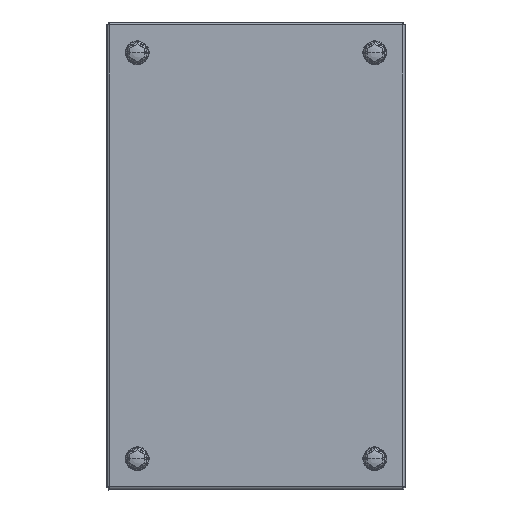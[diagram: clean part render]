
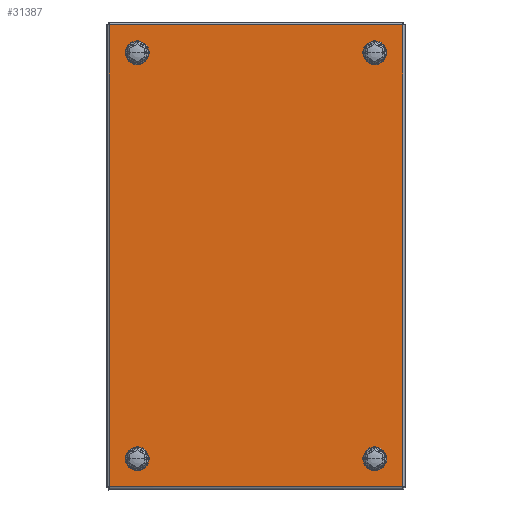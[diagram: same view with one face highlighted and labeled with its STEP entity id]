
A CAD part, top view. The second image highlights one B-rep face of the part: STEP entity #31387.
In plain terms, the highlighted planar face has unit normal (0, 0, 1).
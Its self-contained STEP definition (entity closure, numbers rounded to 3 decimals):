
#656 = ORIENTED_EDGE ( 'NONE', *, *, #44476, .F. ) ;
#3342 = VERTEX_POINT ( 'NONE', #29157 ) ;
#3792 = CARTESIAN_POINT ( 'NONE',  ( -78.4, 123.4, 100. ) ) ;
#4193 = CARTESIAN_POINT ( 'NONE',  ( 78.4, -123.429, 100. ) ) ;
#5372 = CARTESIAN_POINT ( 'NONE',  ( 63.5, 108.5, 100. ) ) ;
#5998 = CARTESIAN_POINT ( 'NONE',  ( 63.5, 108.5, 100. ) ) ;
#6047 = PLANE ( 'NONE',  #23319 ) ;
#6109 = AXIS2_PLACEMENT_3D ( 'NONE', #8053, #37627, #19188 ) ;
#6172 = VERTEX_POINT ( 'NONE', #14111 ) ;
#6292 = VECTOR ( 'NONE', #31309, 1000. ) ;
#7486 = VERTEX_POINT ( 'NONE', #24518 ) ;
#7617 = VERTEX_POINT ( 'NONE', #11166 ) ;
#7894 = VECTOR ( 'NONE', #47220, 1000. ) ;
#8053 = CARTESIAN_POINT ( 'NONE',  ( -63.5, -108.5, 100. ) ) ;
#8144 = CARTESIAN_POINT ( 'NONE',  ( -63.5, 108.5, 100. ) ) ;
#8455 = CIRCLE ( 'NONE', #42541, 2.75 ) ;
#8539 = DIRECTION ( 'NONE',  ( 0., -1., 0. ) ) ;
#9104 = DIRECTION ( 'NONE',  ( 0., -1., 0. ) ) ;
#9300 = AXIS2_PLACEMENT_3D ( 'NONE', #18170, #43859, #25427 ) ;
#9372 = ORIENTED_EDGE ( 'NONE', *, *, #41547, .T. ) ;
#9851 = VERTEX_POINT ( 'NONE', #16055 ) ;
#9940 = AXIS2_PLACEMENT_3D ( 'NONE', #34569, #34804, #9104 ) ;
#10116 = AXIS2_PLACEMENT_3D ( 'NONE', #8144, #14689, #29477 ) ;
#10474 = AXIS2_PLACEMENT_3D ( 'NONE', #25984, #12577, #31236 ) ;
#10640 = CARTESIAN_POINT ( 'NONE',  ( -78.4, 123.429, 100. ) ) ;
#11133 = EDGE_LOOP ( 'NONE', ( #33584, #12623 ) ) ;
#11166 = CARTESIAN_POINT ( 'NONE',  ( -63.5, -111.25, 100. ) ) ;
#11366 = CARTESIAN_POINT ( 'NONE',  ( -63.5, -105.75, 100. ) ) ;
#11614 = EDGE_CURVE ( 'NONE', #29418, #6172, #26896, .T. ) ;
#11787 = VERTEX_POINT ( 'NONE', #11366 ) ;
#11838 = ORIENTED_EDGE ( 'NONE', *, *, #27793, .F. ) ;
#12577 = DIRECTION ( 'NONE',  ( 0., 0., 1. ) ) ;
#12623 = ORIENTED_EDGE ( 'NONE', *, *, #21684, .F. ) ;
#13023 = DIRECTION ( 'NONE',  ( 0., 0., 1. ) ) ;
#13068 = FACE_OUTER_BOUND ( 'NONE', #46617, .T. ) ;
#13781 = FACE_BOUND ( 'NONE', #11133, .T. ) ;
#13913 = LINE ( 'NONE', #4193, #37484 ) ;
#14111 = CARTESIAN_POINT ( 'NONE',  ( 78.4, -123.4, 100. ) ) ;
#14354 = CIRCLE ( 'NONE', #10474, 2.75 ) ;
#14689 = DIRECTION ( 'NONE',  ( 0., 0., 1. ) ) ;
#15098 = CIRCLE ( 'NONE', #25918, 2.75 ) ;
#15144 = EDGE_LOOP ( 'NONE', ( #21294, #38435 ) ) ;
#15186 = VERTEX_POINT ( 'NONE', #36862 ) ;
#16055 = CARTESIAN_POINT ( 'NONE',  ( 63.5, 105.75, 100. ) ) ;
#17103 = CIRCLE ( 'NONE', #10116, 2.75 ) ;
#17376 = EDGE_CURVE ( 'NONE', #6172, #28468, #13913, .T. ) ;
#17650 = FACE_BOUND ( 'NONE', #15144, .T. ) ;
#17933 = CARTESIAN_POINT ( 'NONE',  ( -78.4, -123.4, 100. ) ) ;
#18170 = CARTESIAN_POINT ( 'NONE',  ( -63.5, -108.5, 100. ) ) ;
#18267 = EDGE_CURVE ( 'NONE', #9851, #23818, #15098, .T. ) ;
#19188 = DIRECTION ( 'NONE',  ( 0., -1., 0. ) ) ;
#19746 = EDGE_CURVE ( 'NONE', #11787, #7617, #34065, .T. ) ;
#19918 = CARTESIAN_POINT ( 'NONE',  ( 78.429, 123.4, 100. ) ) ;
#20078 = ORIENTED_EDGE ( 'NONE', *, *, #38564, .F. ) ;
#20197 = VERTEX_POINT ( 'NONE', #3792 ) ;
#20302 = VECTOR ( 'NONE', #20606, 1000. ) ;
#20559 = EDGE_LOOP ( 'NONE', ( #11838, #38730 ) ) ;
#20606 = DIRECTION ( 'NONE',  ( 1., 0., 0. ) ) ;
#21011 = DIRECTION ( 'NONE',  ( 0., -1., 0. ) ) ;
#21294 = ORIENTED_EDGE ( 'NONE', *, *, #18267, .F. ) ;
#21572 = CIRCLE ( 'NONE', #6109, 2.75 ) ;
#21684 = EDGE_CURVE ( 'NONE', #15186, #3342, #14354, .T. ) ;
#21688 = VERTEX_POINT ( 'NONE', #44410 ) ;
#22965 = ORIENTED_EDGE ( 'NONE', *, *, #30948, .T. ) ;
#23319 = AXIS2_PLACEMENT_3D ( 'NONE', #24929, #46728, #42876 ) ;
#23779 = DIRECTION ( 'NONE',  ( 0., -1., 0. ) ) ;
#23818 = VERTEX_POINT ( 'NONE', #47581 ) ;
#24028 = LINE ( 'NONE', #19918, #6292 ) ;
#24518 = CARTESIAN_POINT ( 'NONE',  ( -63.5, 105.75, 100. ) ) ;
#24929 = CARTESIAN_POINT ( 'NONE',  ( 79.5, 124.5, 100. ) ) ;
#25427 = DIRECTION ( 'NONE',  ( 0., -1., 0. ) ) ;
#25523 = DIRECTION ( 'NONE',  ( 0., 1., 0. ) ) ;
#25918 = AXIS2_PLACEMENT_3D ( 'NONE', #5998, #13023, #21011 ) ;
#25984 = CARTESIAN_POINT ( 'NONE',  ( 63.5, -108.5, 100. ) ) ;
#26000 = DIRECTION ( 'NONE',  ( 0., 0., 1. ) ) ;
#26131 = EDGE_CURVE ( 'NONE', #3342, #15186, #32377, .T. ) ;
#26896 = LINE ( 'NONE', #46044, #20302 ) ;
#27047 = CARTESIAN_POINT ( 'NONE',  ( 78.4, 123.4, 100. ) ) ;
#27793 = EDGE_CURVE ( 'NONE', #7617, #11787, #21572, .T. ) ;
#28468 = VERTEX_POINT ( 'NONE', #27047 ) ;
#29157 = CARTESIAN_POINT ( 'NONE',  ( 63.5, -111.25, 100. ) ) ;
#29418 = VERTEX_POINT ( 'NONE', #17933 ) ;
#29477 = DIRECTION ( 'NONE',  ( 0., -1., 0. ) ) ;
#30948 = EDGE_CURVE ( 'NONE', #28468, #20197, #24028, .T. ) ;
#31236 = DIRECTION ( 'NONE',  ( 0., -1., 0. ) ) ;
#31242 = EDGE_LOOP ( 'NONE', ( #20078, #656 ) ) ;
#31309 = DIRECTION ( 'NONE',  ( -1., 0., 0. ) ) ;
#31387 = ADVANCED_FACE ( 'NONE', ( #17650, #13781, #31950, #39981, #13068 ), #6047, .T. ) ;
#31950 = FACE_BOUND ( 'NONE', #31242, .T. ) ;
#32377 = CIRCLE ( 'NONE', #9940, 2.75 ) ;
#33584 = ORIENTED_EDGE ( 'NONE', *, *, #26131, .F. ) ;
#34065 = CIRCLE ( 'NONE', #9300, 2.75 ) ;
#34569 = CARTESIAN_POINT ( 'NONE',  ( 63.5, -108.5, 100. ) ) ;
#34804 = DIRECTION ( 'NONE',  ( 0., 0., 1. ) ) ;
#36365 = ORIENTED_EDGE ( 'NONE', *, *, #17376, .T. ) ;
#36862 = CARTESIAN_POINT ( 'NONE',  ( 63.5, -105.75, 100. ) ) ;
#37461 = ORIENTED_EDGE ( 'NONE', *, *, #11614, .T. ) ;
#37484 = VECTOR ( 'NONE', #25523, 1000. ) ;
#37565 = AXIS2_PLACEMENT_3D ( 'NONE', #41743, #26000, #8539 ) ;
#37576 = EDGE_CURVE ( 'NONE', #23818, #9851, #8455, .T. ) ;
#37627 = DIRECTION ( 'NONE',  ( 0., 0., 1. ) ) ;
#38104 = DIRECTION ( 'NONE',  ( 0., 0., 1. ) ) ;
#38435 = ORIENTED_EDGE ( 'NONE', *, *, #37576, .F. ) ;
#38564 = EDGE_CURVE ( 'NONE', #7486, #21688, #17103, .T. ) ;
#38730 = ORIENTED_EDGE ( 'NONE', *, *, #19746, .F. ) ;
#39981 = FACE_BOUND ( 'NONE', #20559, .T. ) ;
#41547 = EDGE_CURVE ( 'NONE', #20197, #29418, #43854, .T. ) ;
#41743 = CARTESIAN_POINT ( 'NONE',  ( -63.5, 108.5, 100. ) ) ;
#42541 = AXIS2_PLACEMENT_3D ( 'NONE', #5372, #38104, #23779 ) ;
#42876 = DIRECTION ( 'NONE',  ( -1., 0., 0. ) ) ;
#43854 = LINE ( 'NONE', #10640, #7894 ) ;
#43859 = DIRECTION ( 'NONE',  ( 0., 0., 1. ) ) ;
#44410 = CARTESIAN_POINT ( 'NONE',  ( -63.5, 111.25, 100. ) ) ;
#44476 = EDGE_CURVE ( 'NONE', #21688, #7486, #46048, .T. ) ;
#46044 = CARTESIAN_POINT ( 'NONE',  ( -78.429, -123.4, 100. ) ) ;
#46048 = CIRCLE ( 'NONE', #37565, 2.75 ) ;
#46617 = EDGE_LOOP ( 'NONE', ( #22965, #9372, #37461, #36365 ) ) ;
#46728 = DIRECTION ( 'NONE',  ( 0., 0., 1. ) ) ;
#47220 = DIRECTION ( 'NONE',  ( 0., -1., 0. ) ) ;
#47581 = CARTESIAN_POINT ( 'NONE',  ( 63.5, 111.25, 100. ) ) ;
